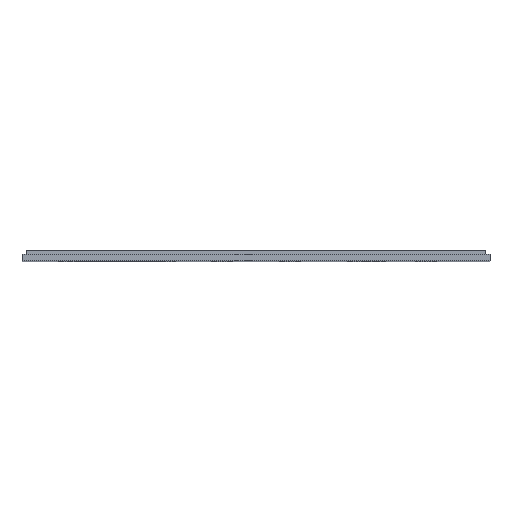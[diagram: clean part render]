
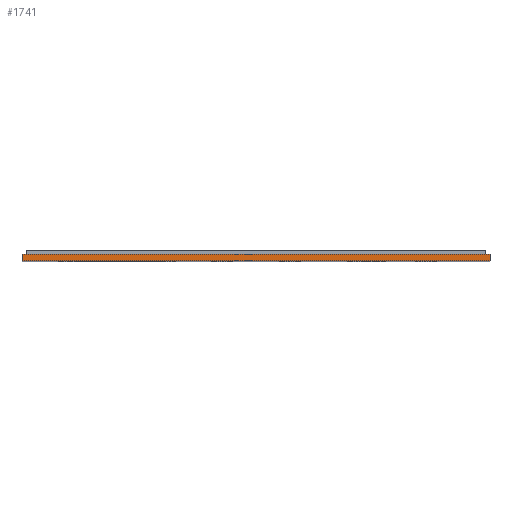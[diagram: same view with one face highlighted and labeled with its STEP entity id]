
A CAD part, top view. The second image highlights one B-rep face of the part: STEP entity #1741.
In plain terms, the highlighted planar face has unit normal (0, 0, 1).
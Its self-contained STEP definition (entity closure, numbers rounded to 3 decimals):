
#236=FACE_OUTER_BOUND('',#354,.T.);
#354=EDGE_LOOP('',(#1579,#1580,#1581,#1582));
#507=LINE('',#2962,#680);
#523=LINE('',#2995,#696);
#529=LINE('',#3006,#702);
#530=LINE('',#3008,#703);
#680=VECTOR('',#2307,10.);
#696=VECTOR('',#2335,10.);
#702=VECTOR('',#2345,10.);
#703=VECTOR('',#2348,10.);
#850=VERTEX_POINT('',#2960);
#851=VERTEX_POINT('',#2961);
#862=VERTEX_POINT('',#2994);
#865=VERTEX_POINT('',#3004);
#1085=EDGE_CURVE('',#850,#851,#507,.T.);
#1101=EDGE_CURVE('',#851,#862,#523,.T.);
#1107=EDGE_CURVE('',#850,#865,#529,.T.);
#1108=EDGE_CURVE('',#862,#865,#530,.T.);
#1579=ORIENTED_EDGE('',*,*,#1085,.F.);
#1580=ORIENTED_EDGE('',*,*,#1107,.T.);
#1581=ORIENTED_EDGE('',*,*,#1108,.F.);
#1582=ORIENTED_EDGE('',*,*,#1101,.F.);
#1649=PLANE('',#1899);
#1741=ADVANCED_FACE('',(#236),#1649,.T.);
#1899=AXIS2_PLACEMENT_3D('',#3007,#2346,#2347);
#2307=DIRECTION('',(-1.,0.,0.));
#2335=DIRECTION('',(0.,1.,0.));
#2345=DIRECTION('',(0.,1.,0.));
#2346=DIRECTION('center_axis',(0.,0.,1.));
#2347=DIRECTION('ref_axis',(1.,0.,0.));
#2348=DIRECTION('',(1.,0.,0.));
#2960=CARTESIAN_POINT('',(0.,0.,0.));
#2961=CARTESIAN_POINT('',(-72.,0.,0.));
#2962=CARTESIAN_POINT('',(0.,0.,0.));
#2994=CARTESIAN_POINT('',(-72.,0.95,0.));
#2995=CARTESIAN_POINT('',(-72.,0.,0.));
#3004=CARTESIAN_POINT('',(0.,0.95,0.));
#3006=CARTESIAN_POINT('',(0.,0.,0.));
#3007=CARTESIAN_POINT('Origin',(-72.,0.,0.));
#3008=CARTESIAN_POINT('',(0.,0.95,0.));
